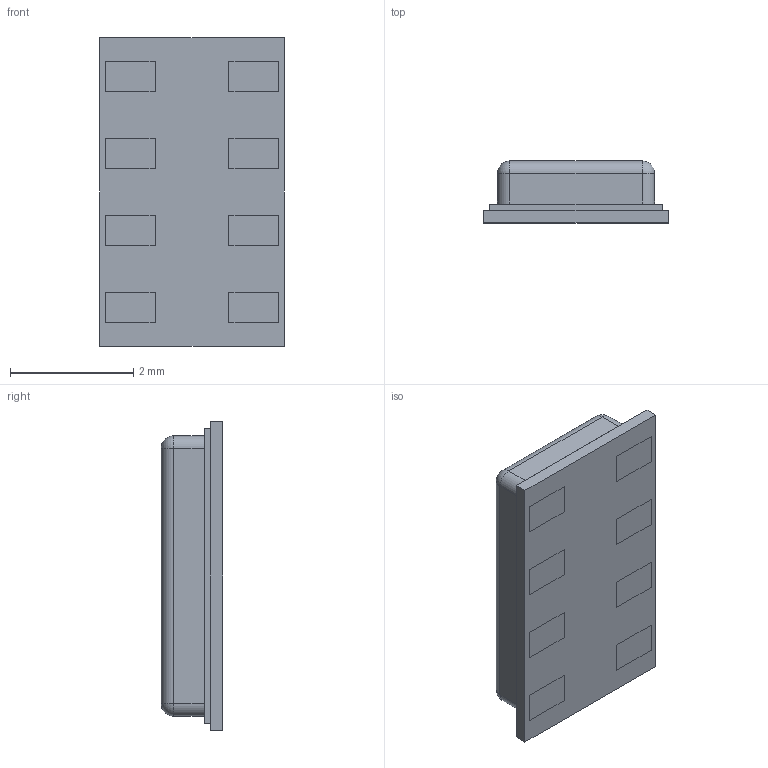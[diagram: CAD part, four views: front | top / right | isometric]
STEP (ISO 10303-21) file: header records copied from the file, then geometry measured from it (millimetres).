
FILE_DESCRIPTION (( 'STEP AP214' ), '1' );
FILE_NAME ('MPL3115A2ST1.STEP', '2023-05-20T19:33:45', ( '' ), ( '' ), 'SwSTEP 2.0', 'SolidWorks 2021', '' );
FILE_SCHEMA (( 'AUTOMOTIVE_DESIGN' ));
Length unit declared in the file: millimetre
Products named in the file (1): MPL3115A2ST1
Bounding box: 3 x 1 x 5 mm (x, y, z)
Volume: 12.3 mm3; surface area: 54.5 mm2
Topology: 10 solids, 10 shells, 123 faces, 268 edges, 172 vertices
Faces by surface type: plane 107, cylinder 12, sphere 4
Entity records: 4019 total; most frequent: CARTESIAN_POINT 560, DIRECTION 536, ORIENTED_EDGE 528, EDGE_CURVE 264, LINE 240, VECTOR 240, VERTEX_POINT 172, AXIS2_PLACEMENT_3D 148
